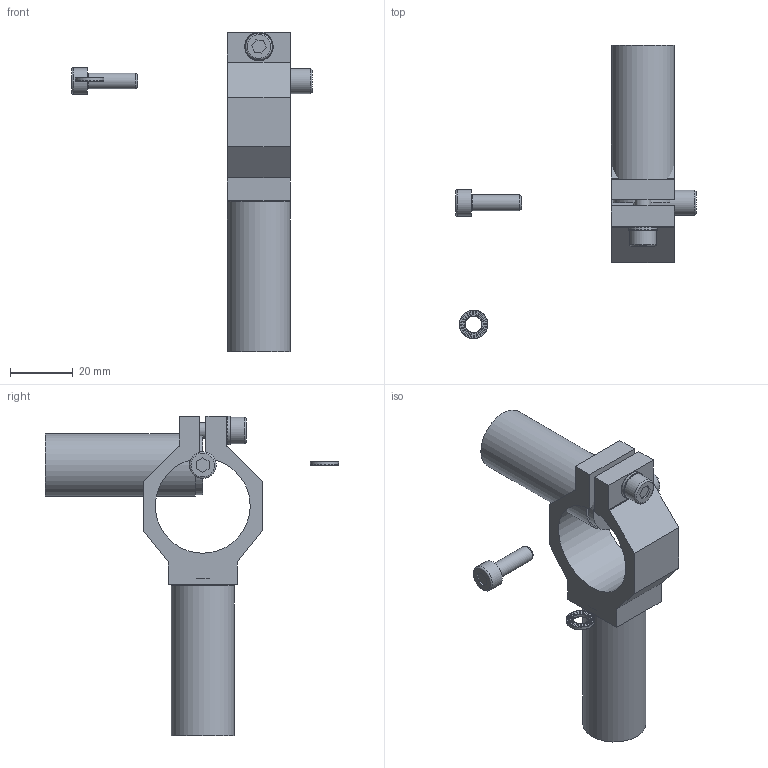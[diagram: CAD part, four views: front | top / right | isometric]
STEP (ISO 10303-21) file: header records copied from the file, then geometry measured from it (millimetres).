
FILE_DESCRIPTION( ( 'Unknown' ), '1' );
FILE_NAME( 'CA.04.10.30.stp', 'Unknown', ( 'Unknown' ), ( 'Unknown' ), 'PSStep 13.0', 'Unknown', ' ' );
FILE_SCHEMA( ( 'AUTOMOTIVE_DESIGN { 1 0 10303 214 1 1 1 1 }' ) );
Length unit declared in the file: millimetre
Products named in the file (6): Assem1; 04.10.01; R.5.SCH; V-tcei M  5 x 16; G-EI M  8 x 20; 04-10-30-01
Bounding box: 76.46 x 93.14 x 101.5 mm (x, y, z)
Volume: 61255.8 mm3; surface area: 25588.5 mm2
Topology: 8 solids, 10 shells, 512 faces, 1440 edges, 956 vertices
Faces by surface type: plane 476, cylinder 26, cone 6, torus 4
Full cylindrical faces by diameter (mm): 4.134 x2, 5 x2, 5.2 x2, 5.3 x2, 6.647 x2, 6.917 x2, 8 x2, 8.5 x2, 9 x2, 18.8 x2, 19.99 x2, 20 x2
Entity records: 9874 total; most frequent: DIRECTION 1440, CARTESIAN_POINT 1432, ORIENTED_EDGE 1394, EDGE_CURVE 697, AXIS2_PLACEMENT_3D 481, LINE 478, VECTOR 478, VERTEX_POINT 473
